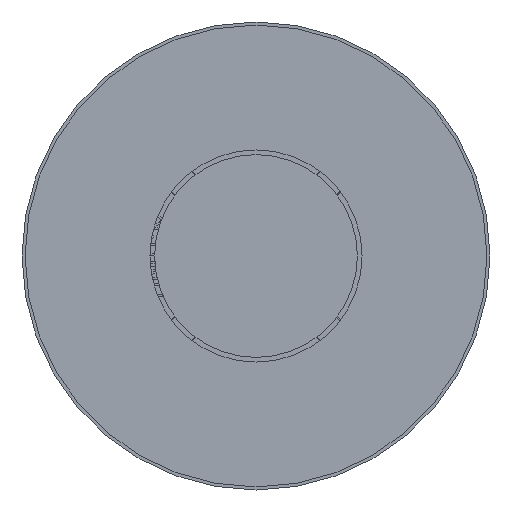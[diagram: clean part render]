
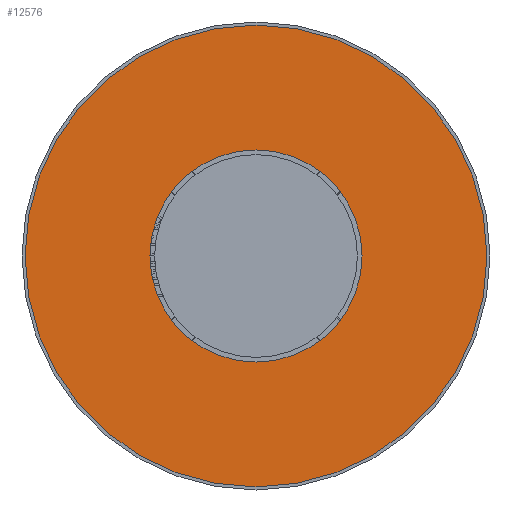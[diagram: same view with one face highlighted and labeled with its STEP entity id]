
A CAD part, left-side view. The second image highlights one B-rep face of the part: STEP entity #12576.
In plain terms, the highlighted planar face has unit normal (-1, 0, 0).
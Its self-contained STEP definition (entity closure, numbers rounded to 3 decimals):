
#48 = DIRECTION ( 'NONE',  ( 0., -1., 0. ) ) ;
#141 = CARTESIAN_POINT ( 'NONE',  ( 33.6, -29.6, 0. ) ) ;
#447 = VERTEX_POINT ( 'NONE', #12208 ) ;
#1454 = FACE_OUTER_BOUND ( 'NONE', #10436, .T. ) ;
#1732 = EDGE_CURVE ( 'NONE', #10741, #10741, #10530, .T. ) ;
#2074 = DIRECTION ( 'NONE',  ( 0., 0., -1. ) ) ;
#2688 = DIRECTION ( 'NONE',  ( 0., -1., 0. ) ) ;
#2880 = EDGE_CURVE ( 'NONE', #447, #447, #4449, .T. ) ;
#3630 = ORIENTED_EDGE ( 'NONE', *, *, #1732, .F. ) ;
#4449 = CIRCLE ( 'NONE', #14350, 13.6 ) ;
#4477 = AXIS2_PLACEMENT_3D ( 'NONE', #13303, #7498, #2688 ) ;
#5852 = DIRECTION ( 'NONE',  ( -1., 0., 0. ) ) ;
#5910 = CARTESIAN_POINT ( 'NONE',  ( 33.6, 0., 0. ) ) ;
#6087 = PLANE ( 'NONE',  #4477 ) ;
#6575 = AXIS2_PLACEMENT_3D ( 'NONE', #5910, #11888, #48 ) ;
#7498 = DIRECTION ( 'NONE',  ( 1., 0., 0. ) ) ;
#10436 = EDGE_LOOP ( 'NONE', ( #3630 ) ) ;
#10530 = CIRCLE ( 'NONE', #6575, 29.6 ) ;
#10741 = VERTEX_POINT ( 'NONE', #141 ) ;
#10792 = EDGE_LOOP ( 'NONE', ( #12171 ) ) ;
#11888 = DIRECTION ( 'NONE',  ( 1., 0., 0. ) ) ;
#12171 = ORIENTED_EDGE ( 'NONE', *, *, #2880, .F. ) ;
#12208 = CARTESIAN_POINT ( 'NONE',  ( 33.6, 0., -13.6 ) ) ;
#12576 = ADVANCED_FACE ( 'NONE', ( #1454, #14389 ), #6087, .F. ) ;
#12847 = CARTESIAN_POINT ( 'NONE',  ( 33.6, 0., 0. ) ) ;
#13303 = CARTESIAN_POINT ( 'NONE',  ( 33.6, 0., -18.2 ) ) ;
#14350 = AXIS2_PLACEMENT_3D ( 'NONE', #12847, #5852, #2074 ) ;
#14389 = FACE_BOUND ( 'NONE', #10792, .T. ) ;
